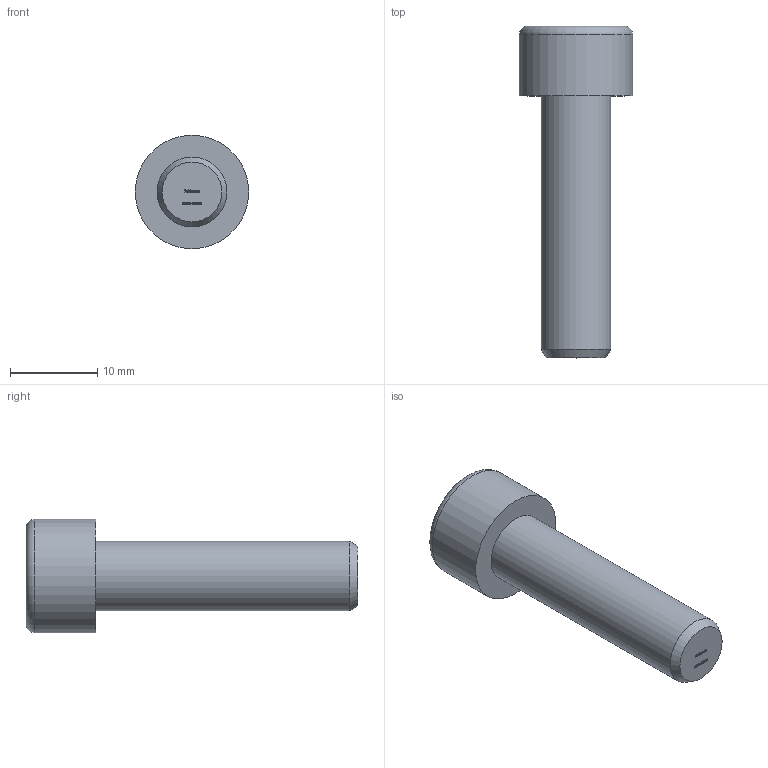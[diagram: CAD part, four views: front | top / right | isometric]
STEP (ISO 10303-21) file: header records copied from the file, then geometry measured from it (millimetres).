
FILE_DESCRIPTION (( 'STEP AP203' ), '1' );
FILE_NAME ('58333-240-30.step', '2020-01-21T10:28:56', ( '' ), ( '' ), 'SwSTEP 2.0', 'SolidWorks 2015', '' );
FILE_SCHEMA (( 'CONFIG_CONTROL_DESIGN' ));
Length unit declared in the file: millimetre
Products named in the file (2): 58333-240-30
Bounding box: 13 x 38 x 13 mm (x, y, z)
Volume: 2425 mm3; surface area: 1402.3 mm2
Topology: 1 solids, 1 shells, 300 faces, 800 edges, 532 vertices
Faces by surface type: bspline 153, plane 142, cylinder 2, cone 2, torus 1
Full cylindrical faces by diameter (mm): 8 x1, 13 x1
Entity records: 17764 total; most frequent: CARTESIAN_POINT 11209, ORIENTED_EDGE 1584, DIRECTION 796, EDGE_CURVE 792, VERTEX_POINT 528, LINE 474, VECTOR 474, EDGE_LOOP 334
